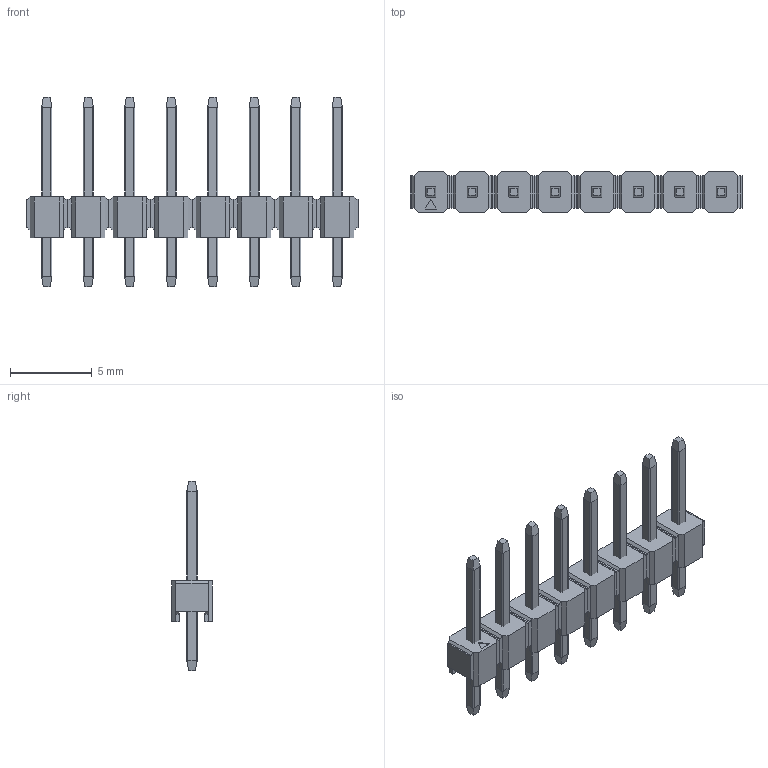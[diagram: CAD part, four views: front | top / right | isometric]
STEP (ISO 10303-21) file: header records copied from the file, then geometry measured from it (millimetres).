
FILE_DESCRIPTION (( 'STEP AP214' ), '1' );
FILE_NAME ('2.54mm_pin_header_1x8_yellow.STEP', '2025-01-09T06:27:40', ( '' ), ( '' ), 'SwSTEP 2.0', 'SolidWorks 2023', '' );
FILE_SCHEMA (( 'AUTOMOTIVE_DESIGN' ));
Length unit declared in the file: millimetre
Products named in the file (1): 2.54mm_pin_header_1x8_yellow
Bounding box: 20.32 x 2.5 x 11.6 mm (x, y, z)
Volume: 135.3 mm3; surface area: 508.9 mm2
Topology: 16 solids, 16 shells, 388 faces, 1001 edges, 646 vertices
Faces by surface type: plane 356, cylinder 32
Entity records: 15899 total; most frequent: CARTESIAN_POINT 2420, ORIENTED_EDGE 2002, DIRECTION 1651, EDGE_CURVE 1001, VECTOR 873, LINE 873, VERTEX_POINT 646, UNCERTAINTY_MEASURE_WITH_UNIT 405
